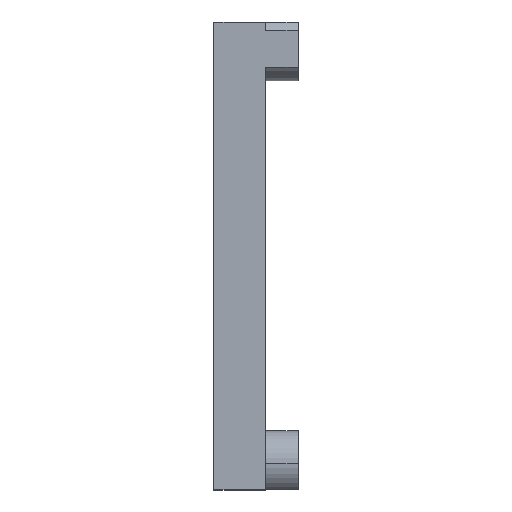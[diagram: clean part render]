
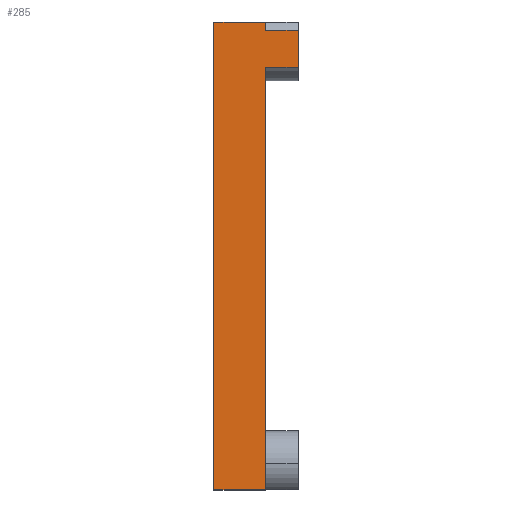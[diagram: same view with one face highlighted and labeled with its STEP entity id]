
A CAD part, top view. The second image highlights one B-rep face of the part: STEP entity #285.
In plain terms, the highlighted planar face has unit normal (0, 0, 1).
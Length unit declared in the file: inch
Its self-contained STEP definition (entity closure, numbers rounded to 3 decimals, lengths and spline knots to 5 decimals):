
#12 = FACE_OUTER_BOUND ( 'NONE', #923, .T. ) ;
#22 = CARTESIAN_POINT ( 'NONE',  ( 0.325, 0.7272, 0.415 ) ) ;
#71 = LINE ( 'NONE', #707, #1064 ) ;
#84 = CARTESIAN_POINT ( 'NONE',  ( 0., -0.90125, 0.415 ) ) ;
#85 = VECTOR ( 'NONE', #1216, 39.37008 ) ;
#93 = CARTESIAN_POINT ( 'NONE',  ( 0.2, 0.90125, 0.415 ) ) ;
#109 = VECTOR ( 'NONE', #606, 39.37008 ) ;
#146 = ORIENTED_EDGE ( 'NONE', *, *, #452, .T. ) ;
#151 = CARTESIAN_POINT ( 'NONE',  ( 0.2, -0.90125, 0.415 ) ) ;
#167 = CARTESIAN_POINT ( 'NONE',  ( 0.325, 0.8703, 0.415 ) ) ;
#168 = EDGE_CURVE ( 'NONE', #359, #818, #1245, .T. ) ;
#188 = ORIENTED_EDGE ( 'NONE', *, *, #656, .F. ) ;
#192 = CARTESIAN_POINT ( 'NONE',  ( 0.2, 0.7272, 0.415 ) ) ;
#213 = CARTESIAN_POINT ( 'NONE',  ( 0.2, -0.90125, 0.415 ) ) ;
#251 = VECTOR ( 'NONE', #1349, 39.37008 ) ;
#265 = CARTESIAN_POINT ( 'NONE',  ( 0., 0.90125, 0.415 ) ) ;
#268 = DIRECTION ( 'NONE',  ( 0., -1., 0. ) ) ;
#285 = ADVANCED_FACE ( 'NONE', ( #12 ), #457, .F. ) ;
#359 = VERTEX_POINT ( 'NONE', #934 ) ;
#373 = EDGE_CURVE ( 'NONE', #523, #693, #405, .T. ) ;
#405 = LINE ( 'NONE', #1384, #710 ) ;
#406 = EDGE_CURVE ( 'NONE', #1292, #498, #599, .T. ) ;
#410 = VECTOR ( 'NONE', #1341, 39.37008 ) ;
#411 = ORIENTED_EDGE ( 'NONE', *, *, #445, .T. ) ;
#414 = VECTOR ( 'NONE', #775, 39.37008 ) ;
#445 = EDGE_CURVE ( 'NONE', #1213, #693, #1165, .T. ) ;
#452 = EDGE_CURVE ( 'NONE', #523, #1150, #1056, .T. ) ;
#457 = PLANE ( 'NONE',  #877 ) ;
#489 = DIRECTION ( 'NONE',  ( 0., 0., -1. ) ) ;
#495 = ORIENTED_EDGE ( 'NONE', *, *, #406, .F. ) ;
#498 = VERTEX_POINT ( 'NONE', #84 ) ;
#500 = CARTESIAN_POINT ( 'NONE',  ( 0.2, 0.90125, 0.415 ) ) ;
#523 = VERTEX_POINT ( 'NONE', #93 ) ;
#599 = LINE ( 'NONE', #1288, #875 ) ;
#606 = DIRECTION ( 'NONE',  ( -1., 0., 0. ) ) ;
#607 = EDGE_CURVE ( 'NONE', #1213, #359, #1021, .T. ) ;
#656 = EDGE_CURVE ( 'NONE', #818, #1292, #71, .T. ) ;
#671 = LINE ( 'NONE', #678, #414 ) ;
#678 = CARTESIAN_POINT ( 'NONE',  ( 0., -0.90125, 0.415 ) ) ;
#693 = VERTEX_POINT ( 'NONE', #828 ) ;
#707 = CARTESIAN_POINT ( 'NONE',  ( 0.2, -0.90125, 0.415 ) ) ;
#710 = VECTOR ( 'NONE', #1051, 39.37008 ) ;
#730 = DIRECTION ( 'NONE',  ( -1., 0., 0. ) ) ;
#775 = DIRECTION ( 'NONE',  ( 0., -1., 0. ) ) ;
#799 = ORIENTED_EDGE ( 'NONE', *, *, #969, .T. ) ;
#818 = VERTEX_POINT ( 'NONE', #192 ) ;
#828 = CARTESIAN_POINT ( 'NONE',  ( 0.2, 0.8703, 0.415 ) ) ;
#875 = VECTOR ( 'NONE', #730, 39.37008 ) ;
#877 = AXIS2_PLACEMENT_3D ( 'NONE', #151, #489, #1239 ) ;
#914 = ORIENTED_EDGE ( 'NONE', *, *, #168, .F. ) ;
#923 = EDGE_LOOP ( 'NONE', ( #799, #495, #188, #914, #1316, #411, #1361, #146 ) ) ;
#934 = CARTESIAN_POINT ( 'NONE',  ( 0.325, 0.7272, 0.415 ) ) ;
#969 = EDGE_CURVE ( 'NONE', #1150, #498, #671, .T. ) ;
#979 = CARTESIAN_POINT ( 'NONE',  ( 0.325, 0.8703, 0.415 ) ) ;
#1021 = LINE ( 'NONE', #1237, #251 ) ;
#1051 = DIRECTION ( 'NONE',  ( 0., -1., 0. ) ) ;
#1056 = LINE ( 'NONE', #500, #85 ) ;
#1064 = VECTOR ( 'NONE', #268, 39.37008 ) ;
#1150 = VERTEX_POINT ( 'NONE', #265 ) ;
#1165 = LINE ( 'NONE', #167, #109 ) ;
#1213 = VERTEX_POINT ( 'NONE', #979 ) ;
#1216 = DIRECTION ( 'NONE',  ( -1., 0., 0. ) ) ;
#1237 = CARTESIAN_POINT ( 'NONE',  ( 0.325, 0.7272, 0.415 ) ) ;
#1239 = DIRECTION ( 'NONE',  ( -1., 0., 0. ) ) ;
#1245 = LINE ( 'NONE', #22, #410 ) ;
#1288 = CARTESIAN_POINT ( 'NONE',  ( 0.2, -0.90125, 0.415 ) ) ;
#1292 = VERTEX_POINT ( 'NONE', #213 ) ;
#1316 = ORIENTED_EDGE ( 'NONE', *, *, #607, .F. ) ;
#1341 = DIRECTION ( 'NONE',  ( -1., 0., 0. ) ) ;
#1349 = DIRECTION ( 'NONE',  ( 0., -1., 0. ) ) ;
#1361 = ORIENTED_EDGE ( 'NONE', *, *, #373, .F. ) ;
#1384 = CARTESIAN_POINT ( 'NONE',  ( 0.2, -0.90125, 0.415 ) ) ;
